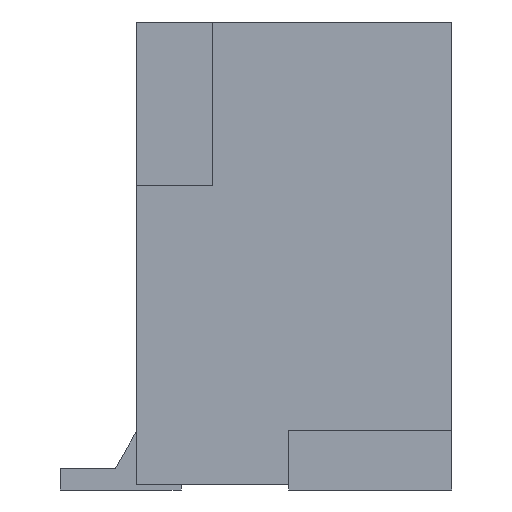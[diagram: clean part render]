
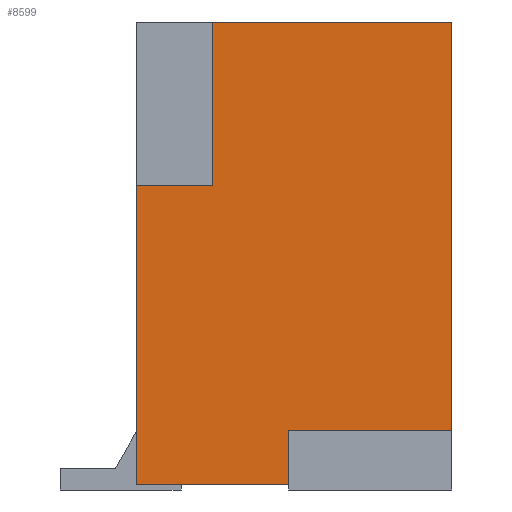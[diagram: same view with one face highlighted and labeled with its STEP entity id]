
A CAD part, left-side view. The second image highlights one B-rep face of the part: STEP entity #8599.
In plain terms, the highlighted planar face has unit normal (-1, 0, 0).
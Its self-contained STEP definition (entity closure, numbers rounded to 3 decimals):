
#357=FACE_OUTER_BOUND('',#831,.T.);
#831=EDGE_LOOP('',(#5458,#5459,#5460,#5461,#5462,#5463,#5464,#5465));
#1365=LINE('',#11607,#2380);
#1371=LINE('',#11619,#2386);
#1426=LINE('',#11729,#2441);
#1427=LINE('',#11731,#2442);
#1428=LINE('',#11733,#2443);
#1429=LINE('',#11735,#2444);
#1430=LINE('',#11737,#2445);
#1431=LINE('',#11738,#2446);
#2380=VECTOR('',#9615,1.);
#2386=VECTOR('',#9623,1.);
#2441=VECTOR('',#9680,1.);
#2442=VECTOR('',#9681,1.);
#2443=VECTOR('',#9682,1.);
#2444=VECTOR('',#9683,1.);
#2445=VECTOR('',#9684,1.);
#2446=VECTOR('',#9685,1.);
#3395=VERTEX_POINT('',#11604);
#3396=VERTEX_POINT('',#11606);
#3401=VERTEX_POINT('',#11618);
#3455=VERTEX_POINT('',#11728);
#3456=VERTEX_POINT('',#11730);
#3457=VERTEX_POINT('',#11732);
#3458=VERTEX_POINT('',#11734);
#3459=VERTEX_POINT('',#11736);
#4185=EDGE_CURVE('',#3395,#3396,#1365,.T.);
#4191=EDGE_CURVE('',#3401,#3396,#1371,.T.);
#4246=EDGE_CURVE('',#3395,#3455,#1426,.T.);
#4247=EDGE_CURVE('',#3456,#3455,#1427,.T.);
#4248=EDGE_CURVE('',#3457,#3456,#1428,.T.);
#4249=EDGE_CURVE('',#3458,#3457,#1429,.T.);
#4250=EDGE_CURVE('',#3459,#3458,#1430,.T.);
#4251=EDGE_CURVE('',#3459,#3401,#1431,.T.);
#5458=ORIENTED_EDGE('',*,*,#4185,.F.);
#5459=ORIENTED_EDGE('',*,*,#4246,.T.);
#5460=ORIENTED_EDGE('',*,*,#4247,.F.);
#5461=ORIENTED_EDGE('',*,*,#4248,.F.);
#5462=ORIENTED_EDGE('',*,*,#4249,.F.);
#5463=ORIENTED_EDGE('',*,*,#4250,.F.);
#5464=ORIENTED_EDGE('',*,*,#4251,.T.);
#5465=ORIENTED_EDGE('',*,*,#4191,.T.);
#7759=PLANE('',#9090);
#8599=ADVANCED_FACE('',(#357),#7759,.F.);
#9090=AXIS2_PLACEMENT_3D('',#11727,#9678,#9679);
#9615=DIRECTION('',(0.,0.,-1.));
#9623=DIRECTION('',(0.,-1.,0.));
#9678=DIRECTION('center_axis',(1.,0.,0.));
#9679=DIRECTION('ref_axis',(0.,0.,-1.));
#9680=DIRECTION('',(0.,-1.,0.));
#9681=DIRECTION('',(0.,0.,-1.));
#9682=DIRECTION('',(0.,-1.,0.));
#9683=DIRECTION('',(0.,0.,1.));
#9684=DIRECTION('',(0.,-1.,0.));
#9685=DIRECTION('',(0.,0.,-1.));
#11604=CARTESIAN_POINT('',(-7.,-0.362,0.55));
#11606=CARTESIAN_POINT('',(-7.,-0.362,0.05));
#11607=CARTESIAN_POINT('',(-7.,-0.362,0.55));
#11618=CARTESIAN_POINT('',(-7.,1.038,0.05));
#11619=CARTESIAN_POINT('',(-7.,-1.862,0.05));
#11727=CARTESIAN_POINT('Origin',(-7.,-1.862,4.3));
#11728=CARTESIAN_POINT('',(-7.,-1.862,0.55));
#11729=CARTESIAN_POINT('',(-7.,-0.362,0.55));
#11730=CARTESIAN_POINT('',(-7.,-1.862,4.3));
#11731=CARTESIAN_POINT('',(-7.,-1.862,4.3));
#11732=CARTESIAN_POINT('',(-7.,0.338,4.3));
#11733=CARTESIAN_POINT('',(-7.,-1.862,4.3));
#11734=CARTESIAN_POINT('',(-7.,0.338,2.8));
#11735=CARTESIAN_POINT('',(-7.,0.338,2.8));
#11736=CARTESIAN_POINT('',(-7.,1.038,2.8));
#11737=CARTESIAN_POINT('',(-7.,1.038,2.8));
#11738=CARTESIAN_POINT('',(-7.,1.038,4.3));
